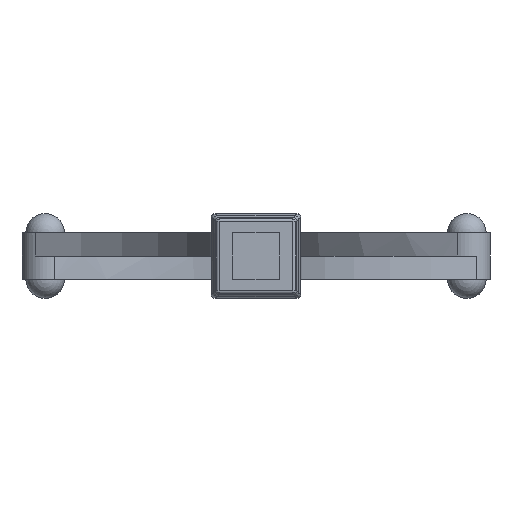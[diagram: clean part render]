
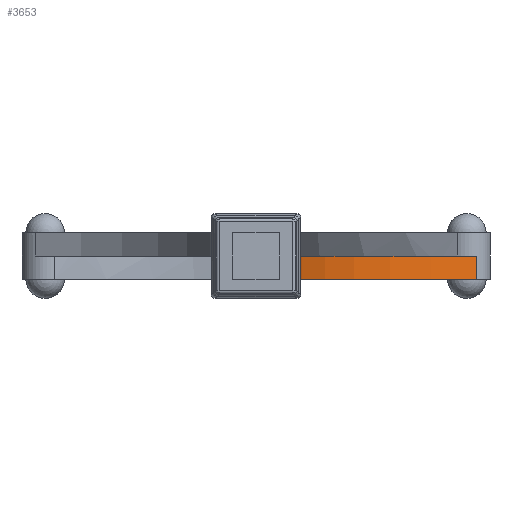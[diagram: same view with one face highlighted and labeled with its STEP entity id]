
A CAD part, front view. The second image highlights one B-rep face of the part: STEP entity #3653.
In plain terms, the highlighted cylindrical face has radius 85.216 mm (diameter 170.431 mm), a partial arc.
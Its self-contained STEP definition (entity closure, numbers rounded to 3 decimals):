
#40 = VECTOR ( 'NONE', #4661, 1000. ) ;
#293 = DIRECTION ( 'NONE',  ( 0., 0., -1. ) ) ;
#360 = AXIS2_PLACEMENT_3D ( 'NONE', #1284, #2742, #5788 ) ;
#857 = EDGE_CURVE ( 'NONE', #3342, #6284, #6110, .T. ) ;
#1081 = CARTESIAN_POINT ( 'NONE',  ( 56.915, -239.992, 6. ) ) ;
#1183 = CYLINDRICAL_SURFACE ( 'NONE', #4760, 85.216 ) ;
#1284 = CARTESIAN_POINT ( 'NONE',  ( 91.216, -318., -6. ) ) ;
#1823 = DIRECTION ( 'NONE',  ( 0., 0., -1. ) ) ;
#2313 = ORIENTED_EDGE ( 'NONE', *, *, #7230, .T. ) ;
#2431 = ORIENTED_EDGE ( 'NONE', *, *, #9237, .T. ) ;
#2599 = CARTESIAN_POINT ( 'NONE',  ( 6.178, -312.5, 0. ) ) ;
#2742 = DIRECTION ( 'NONE',  ( 0., 0., -1. ) ) ;
#3204 = DIRECTION ( 'NONE',  ( 0., 0., 1. ) ) ;
#3342 = VERTEX_POINT ( 'NONE', #2599 ) ;
#3653 = ADVANCED_FACE ( 'NONE', ( #5641 ), #1183, .F. ) ;
#4081 = ORIENTED_EDGE ( 'NONE', *, *, #857, .T. ) ;
#4384 = CIRCLE ( 'NONE', #6863, 85.216 ) ;
#4553 = ORIENTED_EDGE ( 'NONE', *, *, #4804, .F. ) ;
#4661 = DIRECTION ( 'NONE',  ( 0., 0., -1. ) ) ;
#4760 = AXIS2_PLACEMENT_3D ( 'NONE', #5694, #1823, #8601 ) ;
#4772 = VERTEX_POINT ( 'NONE', #5629 ) ;
#4804 = EDGE_CURVE ( 'NONE', #8888, #4772, #6980, .T. ) ;
#5475 = DIRECTION ( 'NONE',  ( 1., 0., 0. ) ) ;
#5629 = CARTESIAN_POINT ( 'NONE',  ( 56.915, -239.992, -6. ) ) ;
#5632 = CARTESIAN_POINT ( 'NONE',  ( 6.178, -312.5, -6. ) ) ;
#5641 = FACE_OUTER_BOUND ( 'NONE', #5972, .T. ) ;
#5694 = CARTESIAN_POINT ( 'NONE',  ( 91.216, -318., 6. ) ) ;
#5788 = DIRECTION ( 'NONE',  ( 1., 0., 0. ) ) ;
#5972 = EDGE_LOOP ( 'NONE', ( #2313, #4081, #2431, #4553 ) ) ;
#6110 = LINE ( 'NONE', #9028, #40 ) ;
#6284 = VERTEX_POINT ( 'NONE', #5632 ) ;
#6819 = CARTESIAN_POINT ( 'NONE',  ( 91.216, -318., 0. ) ) ;
#6863 = AXIS2_PLACEMENT_3D ( 'NONE', #6819, #3204, #5475 ) ;
#6980 = LINE ( 'NONE', #1081, #8025 ) ;
#7230 = EDGE_CURVE ( 'NONE', #8888, #3342, #4384, .T. ) ;
#7920 = CARTESIAN_POINT ( 'NONE',  ( 56.915, -239.992, 0. ) ) ;
#8025 = VECTOR ( 'NONE', #293, 1000. ) ;
#8601 = DIRECTION ( 'NONE',  ( 1., 0., 0. ) ) ;
#8781 = CIRCLE ( 'NONE', #360, 85.216 ) ;
#8888 = VERTEX_POINT ( 'NONE', #7920 ) ;
#9028 = CARTESIAN_POINT ( 'NONE',  ( 6.178, -312.5, 6. ) ) ;
#9237 = EDGE_CURVE ( 'NONE', #6284, #4772, #8781, .T. ) ;
